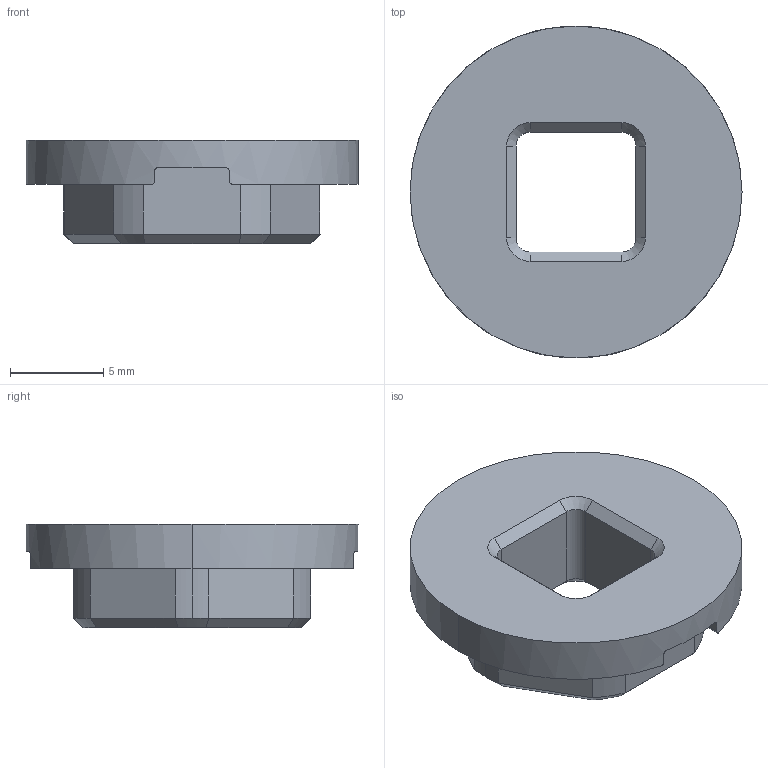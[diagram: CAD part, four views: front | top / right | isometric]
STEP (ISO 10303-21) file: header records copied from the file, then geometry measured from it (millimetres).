
FILE_DESCRIPTION (( 'STEP AP214' ), '1' );
FILE_NAME ('217-5949-20171130.STEP', '2017-11-30T23:45:46', ( '' ), ( '' ), 'SwSTEP 2.0', 'SolidWorks 2017', '' );
FILE_SCHEMA (( 'AUTOMOTIVE_DESIGN' ));
Length unit declared in the file: millimetre
Products named in the file (1): 217-5949-20171130
Bounding box: 17.78 x 17.78 x 5.54 mm (x, y, z)
Volume: 768.7 mm3; surface area: 797.5 mm2
Topology: 1 solids, 1 shells, 70 faces, 176 edges, 108 vertices
Faces by surface type: plane 34, cylinder 21, cone 15
Entity records: 2144 total; most frequent: CARTESIAN_POINT 431, DIRECTION 352, ORIENTED_EDGE 352, EDGE_CURVE 176, AXIS2_PLACEMENT_3D 125, VERTEX_POINT 108, VECTOR 102, LINE 102
